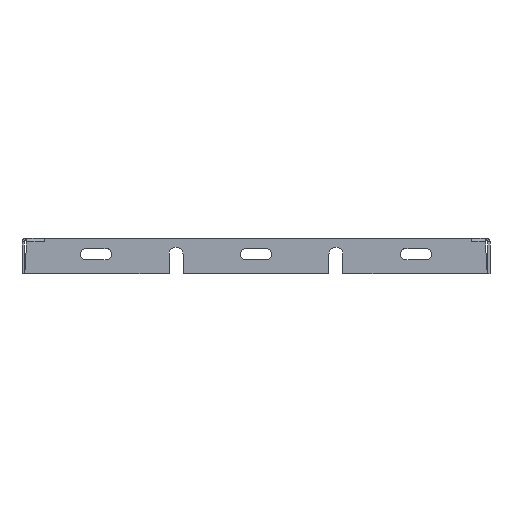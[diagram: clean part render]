
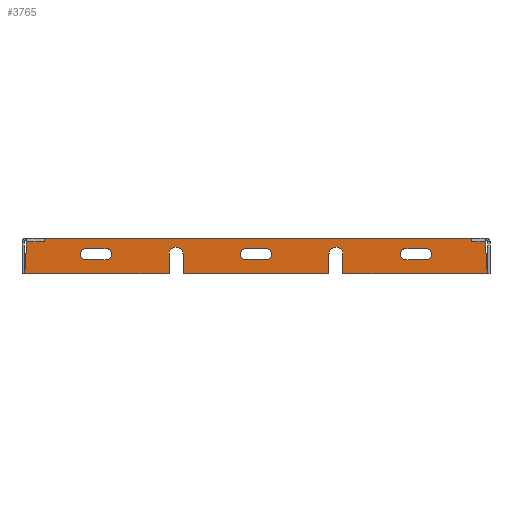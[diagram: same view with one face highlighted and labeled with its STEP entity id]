
A CAD part, front view. The second image highlights one B-rep face of the part: STEP entity #3765.
In plain terms, the highlighted planar face has unit normal (0, -1, 0).
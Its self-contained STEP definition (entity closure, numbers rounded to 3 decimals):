
#171=FACE_BOUND('',#809,.T.);
#172=FACE_BOUND('',#810,.T.);
#173=FACE_BOUND('',#811,.T.);
#272=PLANE('',#4133);
#464=FACE_OUTER_BOUND('',#808,.T.);
#808=EDGE_LOOP('',(#3453,#3454,#3455,#3456,#3457,#3458,#3459,#3460,#3461,
#3462,#3463,#3464,#3465,#3466,#3467,#3468));
#809=EDGE_LOOP('',(#3469,#3470,#3471,#3472));
#810=EDGE_LOOP('',(#3473,#3474,#3475,#3476));
#811=EDGE_LOOP('',(#3477,#3478,#3479,#3480));
#871=LINE('',#5409,#1172);
#878=LINE('',#5425,#1179);
#893=LINE('',#5635,#1194);
#900=LINE('',#5651,#1201);
#912=LINE('',#5808,#1213);
#979=LINE('',#6146,#1280);
#985=LINE('',#6158,#1286);
#990=LINE('',#6181,#1291);
#992=LINE('',#6184,#1293);
#1047=LINE('',#6552,#1348);
#1049=LINE('',#6555,#1350);
#1055=LINE('',#6576,#1356);
#1057=LINE('',#6579,#1358);
#1060=LINE('',#6586,#1361);
#1066=LINE('',#6598,#1367);
#1112=LINE('',#6724,#1413);
#1113=LINE('',#6726,#1414);
#1116=LINE('',#6730,#1417);
#1137=LINE('',#6763,#1438);
#1142=LINE('',#6774,#1443);
#1172=VECTOR('',#4201,1.803);
#1179=VECTOR('',#4214,0.793);
#1194=VECTOR('',#4263,1.021);
#1201=VECTOR('',#4274,1.803);
#1213=VECTOR('',#4304,0.2);
#1280=VECTOR('',#4475,1.1);
#1286=VECTOR('',#4483,1.1);
#1291=VECTOR('',#4508,1.13);
#1293=VECTOR('',#4512,1.13);
#1348=VECTOR('',#4913,1.13);
#1350=VECTOR('',#4917,1.13);
#1356=VECTOR('',#4937,1.13);
#1358=VECTOR('',#4941,1.13);
#1361=VECTOR('',#4946,1.1);
#1367=VECTOR('',#4954,1.1);
#1413=VECTOR('',#5080,8.22);
#1414=VECTOR('',#5083,8.22);
#1417=VECTOR('',#5088,8.31);
#1438=VECTOR('',#5131,24.335);
#1443=VECTOR('',#5148,0.2);
#1482=CIRCLE('',#3876,0.4);
#1484=CIRCLE('',#3879,0.325);
#1486=CIRCLE('',#3882,0.325);
#1590=CIRCLE('',#4053,0.325);
#1592=CIRCLE('',#4056,0.325);
#1594=CIRCLE('',#4061,0.325);
#1596=CIRCLE('',#4064,0.325);
#1598=CIRCLE('',#4071,0.4);
#1648=VERTEX_POINT('',#5406);
#1649=VERTEX_POINT('',#5408);
#1654=VERTEX_POINT('',#5422);
#1673=VERTEX_POINT('',#5621);
#1676=VERTEX_POINT('',#5627);
#1682=VERTEX_POINT('',#5648);
#1692=VERTEX_POINT('',#5807);
#1759=VERTEX_POINT('',#6142);
#1761=VERTEX_POINT('',#6145);
#1764=VERTEX_POINT('',#6152);
#1766=VERTEX_POINT('',#6156);
#1767=VERTEX_POINT('',#6163);
#1769=VERTEX_POINT('',#6166);
#1771=VERTEX_POINT('',#6172);
#1773=VERTEX_POINT('',#6175);
#1907=VERTEX_POINT('',#6534);
#1909=VERTEX_POINT('',#6537);
#1911=VERTEX_POINT('',#6543);
#1913=VERTEX_POINT('',#6546);
#1915=VERTEX_POINT('',#6558);
#1917=VERTEX_POINT('',#6561);
#1919=VERTEX_POINT('',#6567);
#1921=VERTEX_POINT('',#6570);
#1923=VERTEX_POINT('',#6582);
#1925=VERTEX_POINT('',#6585);
#1928=VERTEX_POINT('',#6592);
#1930=VERTEX_POINT('',#6596);
#1971=VERTEX_POINT('',#6762);
#2014=EDGE_CURVE('',#1649,#1648,#871,.T.);
#2022=EDGE_CURVE('',#1654,#1648,#878,.T.);
#2053=EDGE_CURVE('',#1676,#1673,#893,.T.);
#2060=EDGE_CURVE('',#1676,#1682,#900,.T.);
#2079=EDGE_CURVE('',#1692,#1673,#912,.T.);
#2175=EDGE_CURVE('',#1761,#1759,#979,.T.);
#2181=EDGE_CURVE('',#1764,#1766,#985,.T.);
#2182=EDGE_CURVE('',#1766,#1761,#1482,.T.);
#2185=EDGE_CURVE('',#1769,#1767,#1484,.T.);
#2189=EDGE_CURVE('',#1773,#1771,#1486,.T.);
#2192=EDGE_CURVE('',#1771,#1769,#990,.T.);
#2194=EDGE_CURVE('',#1767,#1773,#992,.T.);
#2348=EDGE_CURVE('',#1909,#1907,#1590,.T.);
#2352=EDGE_CURVE('',#1913,#1911,#1592,.T.);
#2355=EDGE_CURVE('',#1911,#1909,#1047,.T.);
#2357=EDGE_CURVE('',#1907,#1913,#1049,.T.);
#2360=EDGE_CURVE('',#1917,#1915,#1594,.T.);
#2364=EDGE_CURVE('',#1921,#1919,#1596,.T.);
#2367=EDGE_CURVE('',#1919,#1917,#1055,.T.);
#2369=EDGE_CURVE('',#1915,#1921,#1057,.T.);
#2372=EDGE_CURVE('',#1925,#1923,#1060,.T.);
#2378=EDGE_CURVE('',#1928,#1930,#1066,.T.);
#2379=EDGE_CURVE('',#1930,#1925,#1598,.T.);
#2442=EDGE_CURVE('',#1649,#1923,#1112,.T.);
#2443=EDGE_CURVE('',#1764,#1682,#1113,.T.);
#2446=EDGE_CURVE('',#1928,#1759,#1116,.T.);
#2467=EDGE_CURVE('',#1692,#1971,#1137,.T.);
#2472=EDGE_CURVE('',#1654,#1971,#1142,.T.);
#3453=ORIENTED_EDGE('',*,*,#2175,.T.);
#3454=ORIENTED_EDGE('',*,*,#2446,.F.);
#3455=ORIENTED_EDGE('',*,*,#2378,.T.);
#3456=ORIENTED_EDGE('',*,*,#2379,.T.);
#3457=ORIENTED_EDGE('',*,*,#2372,.T.);
#3458=ORIENTED_EDGE('',*,*,#2442,.F.);
#3459=ORIENTED_EDGE('',*,*,#2014,.T.);
#3460=ORIENTED_EDGE('',*,*,#2022,.F.);
#3461=ORIENTED_EDGE('',*,*,#2472,.T.);
#3462=ORIENTED_EDGE('',*,*,#2467,.F.);
#3463=ORIENTED_EDGE('',*,*,#2079,.T.);
#3464=ORIENTED_EDGE('',*,*,#2053,.F.);
#3465=ORIENTED_EDGE('',*,*,#2060,.T.);
#3466=ORIENTED_EDGE('',*,*,#2443,.F.);
#3467=ORIENTED_EDGE('',*,*,#2181,.T.);
#3468=ORIENTED_EDGE('',*,*,#2182,.T.);
#3469=ORIENTED_EDGE('',*,*,#2189,.T.);
#3470=ORIENTED_EDGE('',*,*,#2192,.T.);
#3471=ORIENTED_EDGE('',*,*,#2185,.T.);
#3472=ORIENTED_EDGE('',*,*,#2194,.T.);
#3473=ORIENTED_EDGE('',*,*,#2352,.T.);
#3474=ORIENTED_EDGE('',*,*,#2355,.T.);
#3475=ORIENTED_EDGE('',*,*,#2348,.T.);
#3476=ORIENTED_EDGE('',*,*,#2357,.T.);
#3477=ORIENTED_EDGE('',*,*,#2364,.T.);
#3478=ORIENTED_EDGE('',*,*,#2367,.T.);
#3479=ORIENTED_EDGE('',*,*,#2360,.T.);
#3480=ORIENTED_EDGE('',*,*,#2369,.T.);
#3765=ADVANCED_FACE('',(#464,#171,#172,#173),#272,.T.);
#3876=AXIS2_PLACEMENT_3D('',#6160,#4486,#4487);
#3879=AXIS2_PLACEMENT_3D('',#6167,#4493,#4494);
#3882=AXIS2_PLACEMENT_3D('',#6176,#4501,#4502);
#4053=AXIS2_PLACEMENT_3D('',#6538,#4898,#4899);
#4056=AXIS2_PLACEMENT_3D('',#6547,#4906,#4907);
#4061=AXIS2_PLACEMENT_3D('',#6562,#4922,#4923);
#4064=AXIS2_PLACEMENT_3D('',#6571,#4930,#4931);
#4071=AXIS2_PLACEMENT_3D('',#6600,#4957,#4958);
#4133=AXIS2_PLACEMENT_3D('',#6781,#5159,#5160);
#4201=DIRECTION('',(-0.056,0.,0.998));
#4214=DIRECTION('',(1.,0.,0.));
#4263=DIRECTION('',(1.,0.,0.));
#4274=DIRECTION('',(-0.056,0.,-0.998));
#4304=DIRECTION('',(0.,0.,-1.));
#4475=DIRECTION('',(0.,0.,-1.));
#4483=DIRECTION('',(0.,0.,1.));
#4486=DIRECTION('center_axis',(0.,1.,0.));
#4487=DIRECTION('ref_axis',(0.,0.,-1.));
#4493=DIRECTION('center_axis',(0.,1.,0.));
#4494=DIRECTION('ref_axis',(0.,0.,-1.));
#4501=DIRECTION('center_axis',(0.,1.,0.));
#4502=DIRECTION('ref_axis',(0.,0.,-1.));
#4508=DIRECTION('',(1.,0.,0.));
#4512=DIRECTION('',(-1.,0.,0.));
#4898=DIRECTION('center_axis',(0.,1.,0.));
#4899=DIRECTION('ref_axis',(0.,0.,-1.));
#4906=DIRECTION('center_axis',(0.,1.,0.));
#4907=DIRECTION('ref_axis',(0.,0.,-1.));
#4913=DIRECTION('',(1.,0.,0.));
#4917=DIRECTION('',(-1.,0.,0.));
#4922=DIRECTION('center_axis',(0.,1.,0.));
#4923=DIRECTION('ref_axis',(0.,0.,-1.));
#4930=DIRECTION('center_axis',(0.,1.,0.));
#4931=DIRECTION('ref_axis',(0.,0.,-1.));
#4937=DIRECTION('',(1.,0.,0.));
#4941=DIRECTION('',(-1.,0.,0.));
#4946=DIRECTION('',(0.,0.,-1.));
#4954=DIRECTION('',(0.,0.,1.));
#4957=DIRECTION('center_axis',(0.,1.,0.));
#4958=DIRECTION('ref_axis',(0.,0.,-1.));
#5080=DIRECTION('',(-1.,0.,0.));
#5083=DIRECTION('',(-1.,0.,0.));
#5088=DIRECTION('',(-1.,0.,0.));
#5131=DIRECTION('',(1.,0.,0.));
#5148=DIRECTION('',(0.,0.,1.));
#5159=DIRECTION('center_axis',(0.,-1.,0.));
#5160=DIRECTION('ref_axis',(1.,0.,0.));
#5406=CARTESIAN_POINT('',(13.075,-13.335,5.01));
#5408=CARTESIAN_POINT('',(13.175,-13.335,3.21));
#5409=CARTESIAN_POINT('',(13.122,-13.335,4.169));
#5422=CARTESIAN_POINT('',(12.281,-13.335,5.01));
#5425=CARTESIAN_POINT('',(-0.485,-13.335,5.01));
#5621=CARTESIAN_POINT('',(-12.054,-13.335,5.01));
#5627=CARTESIAN_POINT('',(-13.075,-13.335,5.01));
#5635=CARTESIAN_POINT('',(-13.135,-13.335,5.01));
#5648=CARTESIAN_POINT('',(-13.175,-13.335,3.21));
#5651=CARTESIAN_POINT('',(-13.121,-13.335,4.172));
#5807=CARTESIAN_POINT('',(-12.054,-13.335,5.21));
#5808=CARTESIAN_POINT('',(-12.054,-13.335,3.71));
#6142=CARTESIAN_POINT('',(-4.155,-13.335,3.21));
#6145=CARTESIAN_POINT('',(-4.155,-13.335,4.31));
#6146=CARTESIAN_POINT('',(-4.155,-13.335,3.21));
#6152=CARTESIAN_POINT('',(-4.955,-13.335,3.21));
#6156=CARTESIAN_POINT('',(-4.955,-13.335,4.31));
#6158=CARTESIAN_POINT('',(-4.955,-13.335,3.21));
#6160=CARTESIAN_POINT('Origin',(-4.555,-13.335,4.31));
#6163=CARTESIAN_POINT('',(-8.545,-13.335,3.985));
#6166=CARTESIAN_POINT('',(-8.545,-13.335,4.635));
#6167=CARTESIAN_POINT('Origin',(-8.545,-13.335,4.31));
#6172=CARTESIAN_POINT('',(-9.675,-13.335,4.635));
#6175=CARTESIAN_POINT('',(-9.675,-13.335,3.985));
#6176=CARTESIAN_POINT('Origin',(-9.675,-13.335,4.31));
#6181=CARTESIAN_POINT('',(-11.223,-13.335,4.635));
#6184=CARTESIAN_POINT('',(-11.223,-13.335,3.985));
#6534=CARTESIAN_POINT('',(9.675,-13.335,3.985));
#6537=CARTESIAN_POINT('',(9.675,-13.335,4.635));
#6538=CARTESIAN_POINT('Origin',(9.675,-13.335,4.31));
#6543=CARTESIAN_POINT('',(8.545,-13.335,4.635));
#6546=CARTESIAN_POINT('',(8.545,-13.335,3.985));
#6547=CARTESIAN_POINT('Origin',(8.545,-13.335,4.31));
#6552=CARTESIAN_POINT('',(-2.113,-13.335,4.635));
#6555=CARTESIAN_POINT('',(-2.113,-13.335,3.985));
#6558=CARTESIAN_POINT('',(0.565,-13.335,3.985));
#6561=CARTESIAN_POINT('',(0.565,-13.335,4.635));
#6562=CARTESIAN_POINT('Origin',(0.565,-13.335,4.31));
#6567=CARTESIAN_POINT('',(-0.565,-13.335,4.635));
#6570=CARTESIAN_POINT('',(-0.565,-13.335,3.985));
#6571=CARTESIAN_POINT('Origin',(-0.565,-13.335,4.31));
#6576=CARTESIAN_POINT('',(-6.668,-13.335,4.635));
#6579=CARTESIAN_POINT('',(-6.668,-13.335,3.985));
#6582=CARTESIAN_POINT('',(4.955,-13.335,3.21));
#6585=CARTESIAN_POINT('',(4.955,-13.335,4.31));
#6586=CARTESIAN_POINT('',(4.955,-13.335,3.21));
#6592=CARTESIAN_POINT('',(4.155,-13.335,3.21));
#6596=CARTESIAN_POINT('',(4.155,-13.335,4.31));
#6598=CARTESIAN_POINT('',(4.155,-13.335,3.21));
#6600=CARTESIAN_POINT('Origin',(4.555,-13.335,4.31));
#6724=CARTESIAN_POINT('',(13.335,-13.335,3.21));
#6726=CARTESIAN_POINT('',(13.335,-13.335,3.21));
#6730=CARTESIAN_POINT('',(13.335,-13.335,3.21));
#6762=CARTESIAN_POINT('',(12.281,-13.335,5.21));
#6763=CARTESIAN_POINT('',(13.335,-13.335,5.21));
#6774=CARTESIAN_POINT('',(12.281,-13.335,3.71));
#6781=CARTESIAN_POINT('Origin',(-13.335,-13.335,3.21));
